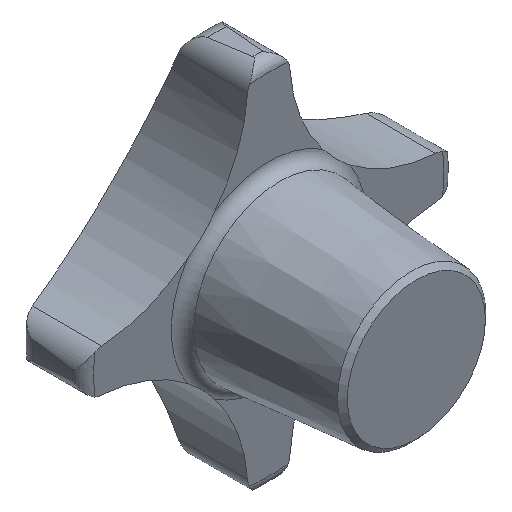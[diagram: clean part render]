
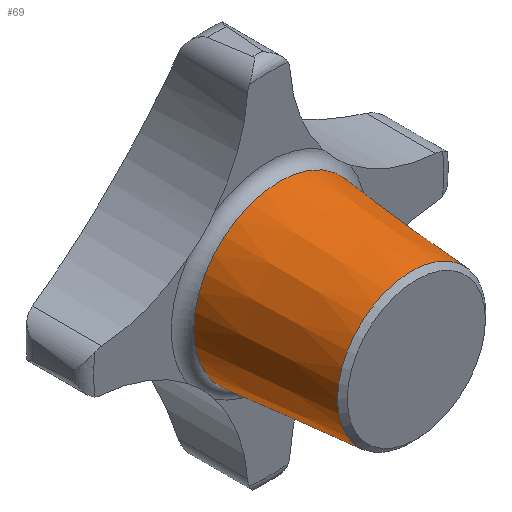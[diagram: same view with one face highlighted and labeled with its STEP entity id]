
A CAD part, isometric view. The second image highlights one B-rep face of the part: STEP entity #69.
In plain terms, the highlighted conical face has half-angle 5 degrees and reference radius 14.527 mm.
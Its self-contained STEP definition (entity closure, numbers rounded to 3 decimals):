
#69 = ADVANCED_FACE( '', ( #158, #159 ), #160, .T. );
#158 = FACE_BOUND( '', #269, .T. );
#159 = FACE_OUTER_BOUND( '', #270, .T. );
#160 = CONICAL_SURFACE( '', #271, 14.527, 0.087 );
#269 = EDGE_LOOP( '', ( #410 ) );
#270 = EDGE_LOOP( '', ( #411 ) );
#271 = AXIS2_PLACEMENT_3D( '', #412, #413, #414 );
#410 = ORIENTED_EDGE( '', *, *, #697, .F. );
#411 = ORIENTED_EDGE( '', *, *, #698, .T. );
#412 = CARTESIAN_POINT( '', ( 0., 23.174, 0. ) );
#413 = DIRECTION( '', ( 0., 1., 0. ) );
#414 = DIRECTION( '', ( 0., 0., 1. ) );
#697 = EDGE_CURVE( '', #843, #843, #844, .T. );
#698 = EDGE_CURVE( '', #845, #845, #846, .T. );
#843 = VERTEX_POINT( '', #1138 );
#844 = CIRCLE( '', #1139, 12.57 );
#845 = VERTEX_POINT( '', #1140 );
#846 = CIRCLE( '', #1141, 14.527 );
#1138 = CARTESIAN_POINT( '', ( 0., 0.8, -12.57 ) );
#1139 = AXIS2_PLACEMENT_3D( '', #1667, #1668, #1669 );
#1140 = CARTESIAN_POINT( '', ( 0., 23.174, -14.527 ) );
#1141 = AXIS2_PLACEMENT_3D( '', #1670, #1671, #1672 );
#1667 = CARTESIAN_POINT( '', ( 0., 0.8, 0. ) );
#1668 = DIRECTION( '', ( 0., -1., 0. ) );
#1669 = DIRECTION( '', ( 0., 0., -1. ) );
#1670 = CARTESIAN_POINT( '', ( 0., 23.174, 0. ) );
#1671 = DIRECTION( '', ( 0., -1., 0. ) );
#1672 = DIRECTION( '', ( 0., 0., -1. ) );
